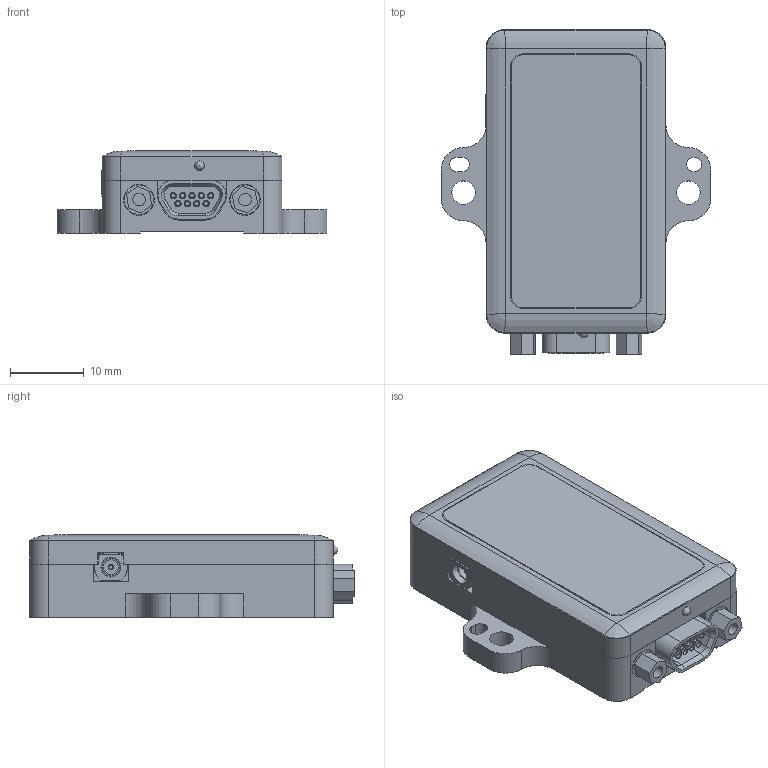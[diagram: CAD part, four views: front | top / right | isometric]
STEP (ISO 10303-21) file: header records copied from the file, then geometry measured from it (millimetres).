
FILE_DESCRIPTION(/* description */ (''),/* implementation_level */ '2;1');
FILE_NAME(/* name */ '6251-4220.stp',/* time_stamp */ '2017-05-04T10:27:01-04:00',/* author */ ('Chad_Thelen'),/* organization */ (''),/* preprocessor_version */ 'ST-DEVELOPER v15.6',/* originating_system */ 'Autodesk Inventor 2015',/* authorisation */ '');
FILE_SCHEMA (('AUTOMOTIVE_DESIGN { 1 0 10303 214 3 1 1 }'));
Products named in the file (1): 3065-0154_Shrin
Bounding box: 36.58 x 44.04 x 11.18 mm (x, y, z)
Surface area: 9135.5 mm2 (no closed solid volume)
Topology: 0 solids, 296 shells, 2271 faces, 7075 edges, 4980 vertices
Faces by surface type: plane 2106, cylinder 104, torus 36, cone 17, bspline 7, sphere 1
Full cylindrical faces by diameter (mm): 0.508 x36, 0.7 x2, 0.846 x9, 1.45 x2, 1.702 x2, 2.019 x1, 2.184 x2, 2.4 x1, 2.7 x1, 3.175 x2
Entity records: 78010 total; most frequent: CARTESIAN_POINT 17551, DIRECTION 11866, ORIENTED_EDGE 10592, EDGE_CURVE 6904, LINE 6260, VECTOR 6260, VERTEX_POINT 4929, AXIS2_PLACEMENT_3D 2803
